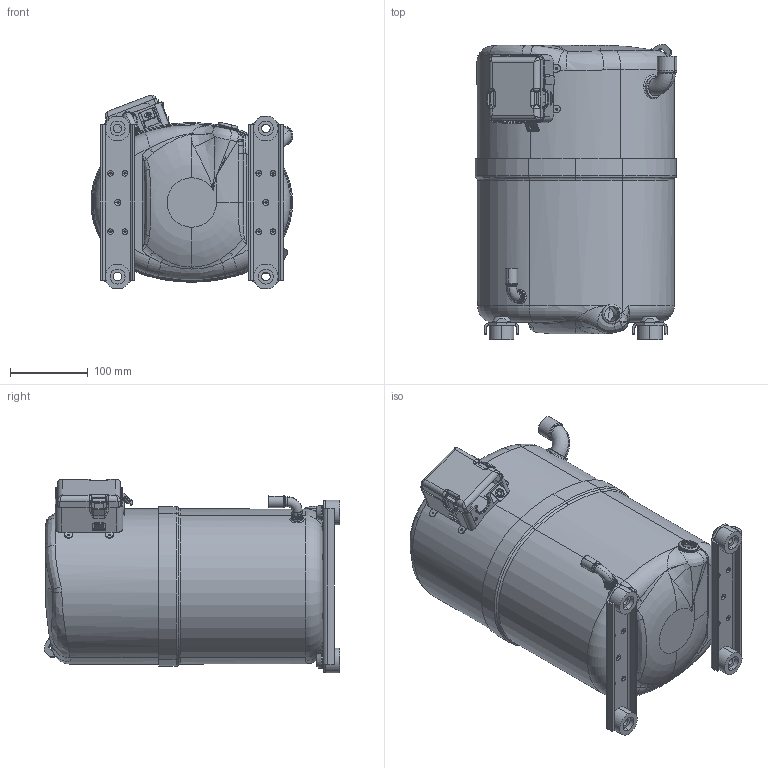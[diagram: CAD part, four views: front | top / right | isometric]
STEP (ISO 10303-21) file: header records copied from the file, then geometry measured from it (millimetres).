
FILE_DESCRIPTION (( 'STEP AP203' ), '1' );
FILE_NAME ('703017E.STEP', '2013-05-20T15:30:00', ( '' ), ( '' ), 'SwSTEP 2.0', 'SolidWorks 2013', '' );
FILE_SCHEMA (( 'CONFIG_CONTROL_DESIGN' ));
Length unit declared in the file: inch
Products named in the file (1): 703017E
Bounding box: 259.45 x 379.67 x 249.26 mm (x, y, z)
Surface area: 477754.7 mm2 (no closed solid volume)
Topology: 0 solids, 25 shells, 635 faces, 2073 edges, 1425 vertices
Faces by surface type: plane 199, cylinder 198, bspline 96, torus 94, sphere 38, cone 10
Entity records: 40084 total; most frequent: CARTESIAN_POINT 22778, DIRECTION 3484, ORIENTED_EDGE 3411, EDGE_CURVE 2051, VERTEX_POINT 1425, AXIS2_PLACEMENT_3D 1297, VECTOR 890, LINE 890
